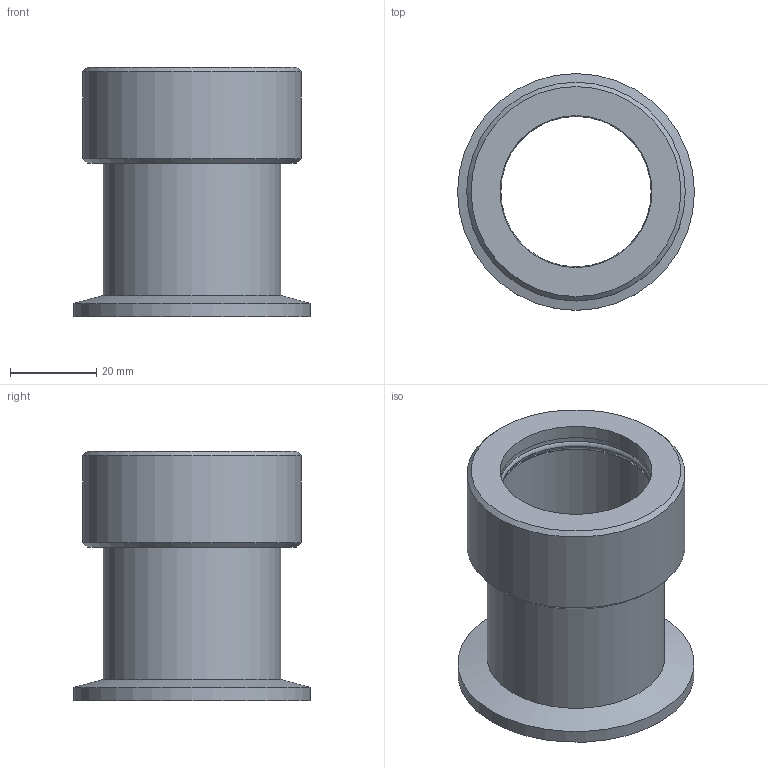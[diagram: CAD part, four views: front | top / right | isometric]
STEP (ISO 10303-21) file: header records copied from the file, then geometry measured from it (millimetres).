
FILE_DESCRIPTION(/* description */ (''),/* implementation_level */ '2;1');
FILE_NAME(/* name */ '1000015a.stp',/* time_stamp */ '2016-05-31T08:47:53-04:00',/* author */ ('Vance_A'),/* organization */ (''),/* preprocessor_version */ 'ST-DEVELOPER v16.1',/* originating_system */ 'Autodesk Inventor 2016',/* authorisation */ '');
FILE_SCHEMA (('AUTOMOTIVE_DESIGN { 1 0 10303 214 3 1 1 }'));
Length unit declared in the file: centimetre
Products named in the file (1): Part1
Bounding box: 54.99 x 54.99 x 57.91 mm (x, y, z)
Surface area: 21903.8 mm2 (no closed solid volume)
Topology: 0 solids, 6 shells, 27 faces, 52 edges, 36 vertices
Faces by surface type: plane 11, cylinder 9, cone 5, torus 2
Full cylindrical faces by diameter (mm): 35.306 x4, 41.199 x1, 41.275 x1, 41.402 x1, 50.8 x1, 54.991 x1
Entity records: 675 total; most frequent: DIRECTION 120, CARTESIAN_POINT 92, AXIS2_PLACEMENT_3D 60, EDGE_LOOP 54, ORIENTED_EDGE 54, CIRCLE 32, VERTEX_POINT 32, EDGE_CURVE 32
